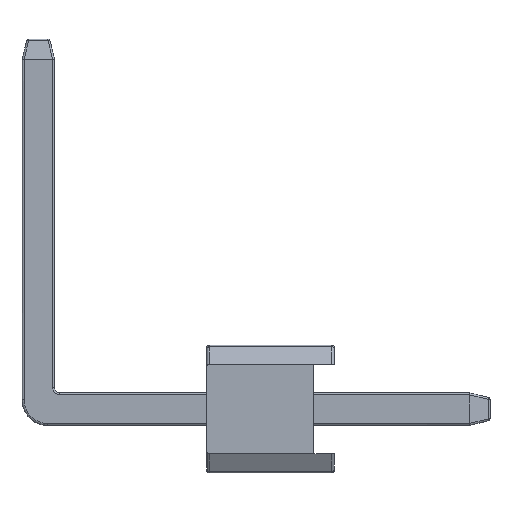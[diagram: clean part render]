
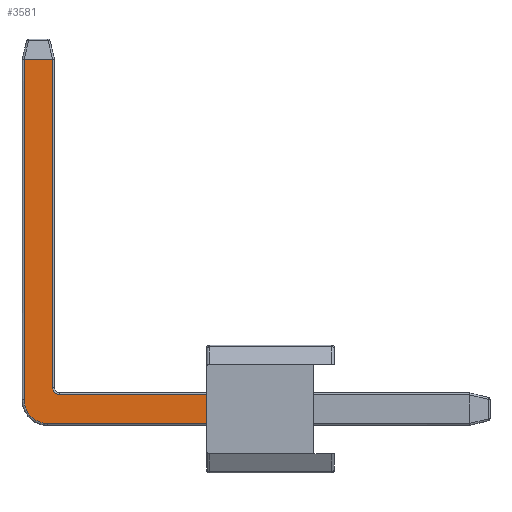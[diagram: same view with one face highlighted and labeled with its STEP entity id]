
A CAD part, left-side view. The second image highlights one B-rep face of the part: STEP entity #3581.
In plain terms, the highlighted planar face has unit normal (-1, 0, 0).
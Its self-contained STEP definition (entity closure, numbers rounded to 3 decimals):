
#4 = CARTESIAN_POINT ( 'NONE',  ( -2.86, 4.37, -0.28 ) ) ;
#136 = EDGE_CURVE ( 'NONE', #3620, #6638, #5868, .T. ) ;
#187 = CARTESIAN_POINT ( 'NONE',  ( -2.86, 4.13, 0.28 ) ) ;
#223 = ORIENTED_EDGE ( 'NONE', *, *, #3189, .T. ) ;
#288 = DIRECTION ( 'NONE',  ( 0., 0., 1. ) ) ;
#316 = CARTESIAN_POINT ( 'NONE',  ( -2.86, 4.27, 6.85 ) ) ;
#349 = PLANE ( 'NONE',  #6409 ) ;
#351 = LINE ( 'NONE', #4, #3191 ) ;
#461 = DIRECTION ( 'NONE',  ( 0., 0., -1. ) ) ;
#768 = DIRECTION ( 'NONE',  ( 1., 0., 0. ) ) ;
#795 = CARTESIAN_POINT ( 'NONE',  ( -2.86, 4.27, 0.18 ) ) ;
#802 = LINE ( 'NONE', #6694, #3470 ) ;
#804 = EDGE_CURVE ( 'NONE', #2197, #3620, #6613, .T. ) ;
#913 = CARTESIAN_POINT ( 'NONE',  ( -2.86, 4.83, 0.18 ) ) ;
#1041 = VERTEX_POINT ( 'NONE', #4202 ) ;
#1104 = ORIENTED_EDGE ( 'NONE', *, *, #4987, .T. ) ;
#1368 = EDGE_CURVE ( 'NONE', #5164, #4462, #2811, .T. ) ;
#1746 = CIRCLE ( 'NONE', #4642, 0.46 ) ;
#1766 = EDGE_LOOP ( 'NONE', ( #4035, #5601, #3449, #5598, #3081, #4703, #1104, #223 ) ) ;
#1952 = CARTESIAN_POINT ( 'NONE',  ( -2.86, 4.37, -0.28 ) ) ;
#2115 = FACE_OUTER_BOUND ( 'NONE', #1766, .T. ) ;
#2197 = VERTEX_POINT ( 'NONE', #316 ) ;
#2294 = CARTESIAN_POINT ( 'NONE',  ( -2.86, 4.37, 0.28 ) ) ;
#2505 = CARTESIAN_POINT ( 'NONE',  ( -2.86, 4.37, 0.18 ) ) ;
#2573 = CARTESIAN_POINT ( 'NONE',  ( -2.86, 4.83, 0.18 ) ) ;
#2802 = AXIS2_PLACEMENT_3D ( 'NONE', #3965, #768, #4485 ) ;
#2811 = LINE ( 'NONE', #2294, #6852 ) ;
#3081 = ORIENTED_EDGE ( 'NONE', *, *, #804, .T. ) ;
#3189 = EDGE_CURVE ( 'NONE', #4635, #1041, #351, .T. ) ;
#3191 = VECTOR ( 'NONE', #4780, 1000. ) ;
#3340 = DIRECTION ( 'NONE',  ( 0., 0., -1. ) ) ;
#3357 = DIRECTION ( 'NONE',  ( 0., 1., 0. ) ) ;
#3365 = CARTESIAN_POINT ( 'NONE',  ( -2.86, 4.83, 6.85 ) ) ;
#3400 = CIRCLE ( 'NONE', #2802, 0.14 ) ;
#3449 = ORIENTED_EDGE ( 'NONE', *, *, #5852, .T. ) ;
#3470 = VECTOR ( 'NONE', #5611, 1000. ) ;
#3477 = EDGE_CURVE ( 'NONE', #3928, #2197, #4345, .T. ) ;
#3581 = ADVANCED_FACE ( 'NONE', ( #2115 ), #349, .F. ) ;
#3615 = DIRECTION ( 'NONE',  ( 0., 0., -1. ) ) ;
#3620 = VERTEX_POINT ( 'NONE', #3365 ) ;
#3646 = DIRECTION ( 'NONE',  ( -1., 0., 0. ) ) ;
#3743 = CARTESIAN_POINT ( 'NONE',  ( -2.86, 4.37, 6.85 ) ) ;
#3928 = VERTEX_POINT ( 'NONE', #5767 ) ;
#3965 = CARTESIAN_POINT ( 'NONE',  ( -2.86, 4.13, 0.42 ) ) ;
#4035 = ORIENTED_EDGE ( 'NONE', *, *, #6369, .F. ) ;
#4168 = DIRECTION ( 'NONE',  ( 0., 1., 0. ) ) ;
#4175 = VECTOR ( 'NONE', #288, 1000. ) ;
#4202 = CARTESIAN_POINT ( 'NONE',  ( -2.86, 0.031, -0.28 ) ) ;
#4322 = CARTESIAN_POINT ( 'NONE',  ( -2.86, 0.031, 0.28 ) ) ;
#4345 = LINE ( 'NONE', #795, #4175 ) ;
#4462 = VERTEX_POINT ( 'NONE', #187 ) ;
#4471 = VECTOR ( 'NONE', #3615, 1000. ) ;
#4485 = DIRECTION ( 'NONE',  ( 0., 0., -1. ) ) ;
#4538 = VECTOR ( 'NONE', #4168, 1000. ) ;
#4635 = VERTEX_POINT ( 'NONE', #1952 ) ;
#4642 = AXIS2_PLACEMENT_3D ( 'NONE', #6801, #3646, #461 ) ;
#4703 = ORIENTED_EDGE ( 'NONE', *, *, #136, .T. ) ;
#4780 = DIRECTION ( 'NONE',  ( 0., -1., 0. ) ) ;
#4987 = EDGE_CURVE ( 'NONE', #6638, #4635, #1746, .T. ) ;
#5164 = VERTEX_POINT ( 'NONE', #4322 ) ;
#5598 = ORIENTED_EDGE ( 'NONE', *, *, #3477, .T. ) ;
#5601 = ORIENTED_EDGE ( 'NONE', *, *, #1368, .T. ) ;
#5611 = DIRECTION ( 'NONE',  ( 0., 0., -1. ) ) ;
#5767 = CARTESIAN_POINT ( 'NONE',  ( -2.86, 4.27, 0.42 ) ) ;
#5852 = EDGE_CURVE ( 'NONE', #4462, #3928, #3400, .T. ) ;
#5868 = LINE ( 'NONE', #913, #4471 ) ;
#6369 = EDGE_CURVE ( 'NONE', #5164, #1041, #802, .T. ) ;
#6409 = AXIS2_PLACEMENT_3D ( 'NONE', #2505, #6498, #3340 ) ;
#6498 = DIRECTION ( 'NONE',  ( 1., 0., 0. ) ) ;
#6613 = LINE ( 'NONE', #3743, #4538 ) ;
#6638 = VERTEX_POINT ( 'NONE', #2573 ) ;
#6694 = CARTESIAN_POINT ( 'NONE',  ( -2.86, 0.031, 0.32 ) ) ;
#6801 = CARTESIAN_POINT ( 'NONE',  ( -2.86, 4.37, 0.18 ) ) ;
#6852 = VECTOR ( 'NONE', #3357, 1000. ) ;
